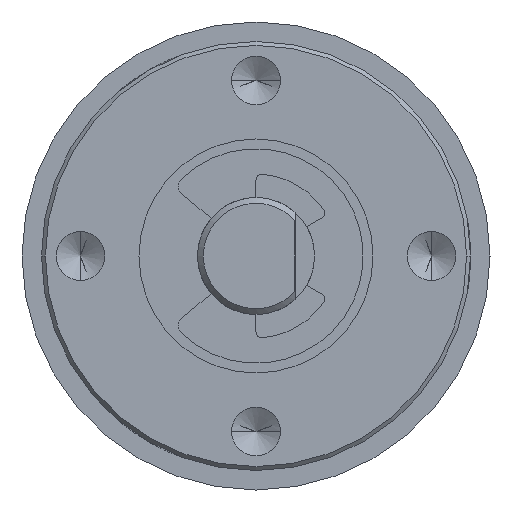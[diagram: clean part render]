
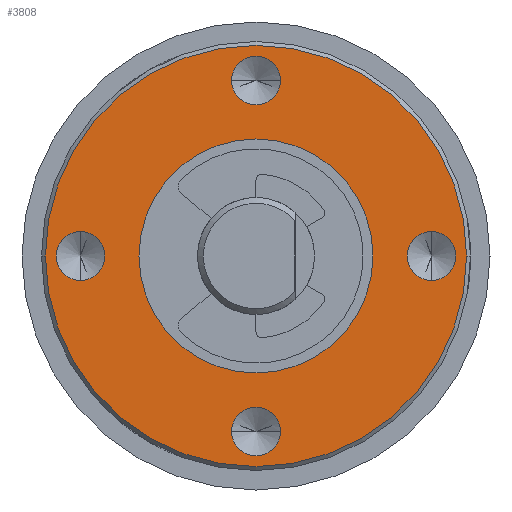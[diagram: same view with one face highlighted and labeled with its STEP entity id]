
A CAD part, left-side view. The second image highlights one B-rep face of the part: STEP entity #3808.
In plain terms, the highlighted planar face has unit normal (-1, 0, 0).
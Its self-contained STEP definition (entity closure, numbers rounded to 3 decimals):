
#231=CARTESIAN_POINT('',(-10.4,0.,0.));
#232=DIRECTION('',(-1.,0.,0.));
#233=DIRECTION('',(0.,1.,0.));
#234=AXIS2_PLACEMENT_3D('',#231,#232,#233);
#236=CARTESIAN_POINT('',(-10.4,0.,0.));
#237=DIRECTION('',(-1.,0.,0.));
#238=DIRECTION('',(0.,-1.,0.));
#239=AXIS2_PLACEMENT_3D('',#236,#237,#238);
#241=CARTESIAN_POINT('',(-10.4,-9.,0.));
#242=DIRECTION('',(-1.,0.,0.));
#243=DIRECTION('',(0.,0.,-1.));
#244=AXIS2_PLACEMENT_3D('',#241,#242,#243);
#246=CARTESIAN_POINT('',(-10.4,-9.,0.));
#247=DIRECTION('',(-1.,0.,0.));
#248=DIRECTION('',(0.,0.,1.));
#249=AXIS2_PLACEMENT_3D('',#246,#247,#248);
#251=CARTESIAN_POINT('',(-10.4,0.,-9.));
#252=DIRECTION('',(-1.,0.,0.));
#253=DIRECTION('',(0.,1.,0.));
#254=AXIS2_PLACEMENT_3D('',#251,#252,#253);
#256=CARTESIAN_POINT('',(-10.4,0.,-9.));
#257=DIRECTION('',(-1.,0.,0.));
#258=DIRECTION('',(0.,-1.,0.));
#259=AXIS2_PLACEMENT_3D('',#256,#257,#258);
#261=CARTESIAN_POINT('',(-10.4,9.,0.));
#262=DIRECTION('',(-1.,0.,0.));
#263=DIRECTION('',(0.,0.,1.));
#264=AXIS2_PLACEMENT_3D('',#261,#262,#263);
#266=CARTESIAN_POINT('',(-10.4,9.,0.));
#267=DIRECTION('',(-1.,0.,0.));
#268=DIRECTION('',(0.,0.,-1.));
#269=AXIS2_PLACEMENT_3D('',#266,#267,#268);
#271=CARTESIAN_POINT('',(-10.4,0.,9.));
#272=DIRECTION('',(-1.,0.,0.));
#273=DIRECTION('',(0.,-1.,0.));
#274=AXIS2_PLACEMENT_3D('',#271,#272,#273);
#276=CARTESIAN_POINT('',(-10.4,0.,9.));
#277=DIRECTION('',(-1.,0.,0.));
#278=DIRECTION('',(0.,1.,0.));
#279=AXIS2_PLACEMENT_3D('',#276,#277,#278);
#285=CARTESIAN_POINT('',(-10.4,0.,0.));
#286=DIRECTION('',(1.,0.,0.));
#287=DIRECTION('',(0.,-1.,0.));
#288=AXIS2_PLACEMENT_3D('',#285,#286,#287);
#298=CARTESIAN_POINT('',(-10.4,0.,0.));
#299=DIRECTION('',(-1.,0.,0.));
#300=DIRECTION('',(0.,-1.,0.));
#301=AXIS2_PLACEMENT_3D('',#298,#299,#300);
#3202=CARTESIAN_POINT('',(-10.4,-6.,0.));
#3204=VERTEX_POINT('',#3202);
#3206=CARTESIAN_POINT('',(-10.4,6.,0.));
#3208=VERTEX_POINT('',#3206);
#3298=CARTESIAN_POINT('',(-10.4,10.8,0.));
#3299=CARTESIAN_POINT('',(-10.4,-10.8,0.));
#3300=VERTEX_POINT('',#3298);
#3301=VERTEX_POINT('',#3299);
#3312=CARTESIAN_POINT('',(-10.4,-9.,-1.25));
#3313=CARTESIAN_POINT('',(-10.4,-9.,1.25));
#3314=VERTEX_POINT('',#3312);
#3315=VERTEX_POINT('',#3313);
#3322=CARTESIAN_POINT('',(-10.4,1.25,-9.));
#3323=CARTESIAN_POINT('',(-10.4,-1.25,-9.));
#3324=VERTEX_POINT('',#3322);
#3325=VERTEX_POINT('',#3323);
#3332=CARTESIAN_POINT('',(-10.4,9.,1.25));
#3333=CARTESIAN_POINT('',(-10.4,9.,-1.25));
#3334=VERTEX_POINT('',#3332);
#3335=VERTEX_POINT('',#3333);
#3342=CARTESIAN_POINT('',(-10.4,-1.25,9.));
#3343=CARTESIAN_POINT('',(-10.4,1.25,9.));
#3344=VERTEX_POINT('',#3342);
#3345=VERTEX_POINT('',#3343);
#3768=CARTESIAN_POINT('',(-10.4,0.,0.));
#3769=DIRECTION('',(1.,0.,0.));
#3770=DIRECTION('',(0.,1.,0.));
#3771=AXIS2_PLACEMENT_3D('',#3768,#3769,#3770);
#3772=PLANE('',#3771);
#3773=ORIENTED_EDGE('',*,*,#3758,.F.);
#3775=ORIENTED_EDGE('',*,*,#3774,.F.);
#3776=EDGE_LOOP('',(#3773,#3775));
#3777=FACE_OUTER_BOUND('',#3776,.F.);
#3779=ORIENTED_EDGE('',*,*,#3778,.F.);
#3781=ORIENTED_EDGE('',*,*,#3780,.T.);
#3782=EDGE_LOOP('',(#3779,#3781));
#3783=FACE_BOUND('',#3782,.F.);
#3785=ORIENTED_EDGE('',*,*,#3784,.T.);
#3787=ORIENTED_EDGE('',*,*,#3786,.T.);
#3788=EDGE_LOOP('',(#3785,#3787));
#3789=FACE_BOUND('',#3788,.F.);
#3791=ORIENTED_EDGE('',*,*,#3790,.T.);
#3793=ORIENTED_EDGE('',*,*,#3792,.T.);
#3794=EDGE_LOOP('',(#3791,#3793));
#3795=FACE_BOUND('',#3794,.F.);
#3797=ORIENTED_EDGE('',*,*,#3796,.T.);
#3799=ORIENTED_EDGE('',*,*,#3798,.T.);
#3800=EDGE_LOOP('',(#3797,#3799));
#3801=FACE_BOUND('',#3800,.F.);
#3803=ORIENTED_EDGE('',*,*,#3802,.T.);
#3805=ORIENTED_EDGE('',*,*,#3804,.T.);
#3806=EDGE_LOOP('',(#3803,#3805));
#3807=FACE_BOUND('',#3806,.F.);
#3808=ADVANCED_FACE('',(#3777,#3783,#3789,#3795,#3801,#3807),#3772,.F.);
#235=CIRCLE('',#234,10.8);
#240=CIRCLE('',#239,10.8);
#245=CIRCLE('',#244,1.25);
#250=CIRCLE('',#249,1.25);
#255=CIRCLE('',#254,1.25);
#260=CIRCLE('',#259,1.25);
#265=CIRCLE('',#264,1.25);
#270=CIRCLE('',#269,1.25);
#275=CIRCLE('',#274,1.25);
#280=CIRCLE('',#279,1.25);
#289=CIRCLE('',#288,6.);
#302=CIRCLE('',#301,6.);
#3758=EDGE_CURVE('',#3300,#3301,#235,.T.);
#3774=EDGE_CURVE('',#3301,#3300,#240,.T.);
#3778=EDGE_CURVE('',#3204,#3208,#289,.T.);
#3780=EDGE_CURVE('',#3204,#3208,#302,.T.);
#3784=EDGE_CURVE('',#3314,#3315,#245,.T.);
#3786=EDGE_CURVE('',#3315,#3314,#250,.T.);
#3790=EDGE_CURVE('',#3324,#3325,#255,.T.);
#3792=EDGE_CURVE('',#3325,#3324,#260,.T.);
#3796=EDGE_CURVE('',#3334,#3335,#265,.T.);
#3798=EDGE_CURVE('',#3335,#3334,#270,.T.);
#3802=EDGE_CURVE('',#3344,#3345,#275,.T.);
#3804=EDGE_CURVE('',#3345,#3344,#280,.T.);
